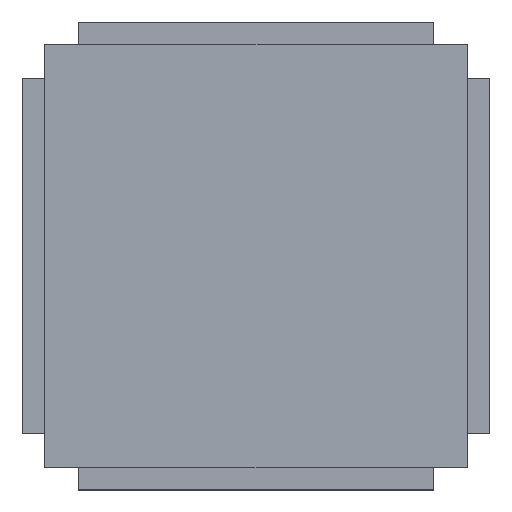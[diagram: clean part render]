
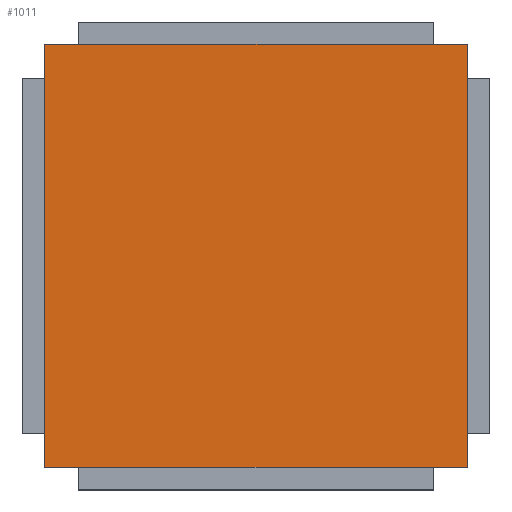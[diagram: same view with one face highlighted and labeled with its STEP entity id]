
A CAD part, top view. The second image highlights one B-rep face of the part: STEP entity #1011.
In plain terms, the highlighted planar face has unit normal (0, 0, 1).
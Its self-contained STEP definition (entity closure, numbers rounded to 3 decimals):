
#881=CARTESIAN_POINT('',(21.05,21.05,12.));
#882=VERTEX_POINT('',#881);
#883=CARTESIAN_POINT('',(21.05,-21.05,12.));
#884=VERTEX_POINT('',#883);
#885=CARTESIAN_POINT('',(21.05,21.05,12.));
#886=DIRECTION('',(0.0,-1.0,0.0));
#887=VECTOR('',#886,42.1);
#888=LINE('',#885,#887);
#889=EDGE_CURVE('',#882,#884,#888,.T.);
#921=CARTESIAN_POINT('',(-21.05,-21.05,12.));
#922=VERTEX_POINT('',#921);
#923=CARTESIAN_POINT('',(21.05,-21.05,12.));
#924=DIRECTION('',(-1.0,0.0,0.0));
#925=VECTOR('',#924,42.1);
#926=LINE('',#923,#925);
#927=EDGE_CURVE('',#884,#922,#926,.T.);
#952=CARTESIAN_POINT('',(-21.05,21.05,12.));
#953=VERTEX_POINT('',#952);
#954=CARTESIAN_POINT('',(-21.05,-21.05,12.));
#955=DIRECTION('',(0.0,1.0,0.0));
#956=VECTOR('',#955,42.1);
#957=LINE('',#954,#956);
#958=EDGE_CURVE('',#922,#953,#957,.T.);
#983=CARTESIAN_POINT('',(-21.05,21.05,12.));
#984=DIRECTION('',(1.0,0.0,0.0));
#985=VECTOR('',#984,42.1);
#986=LINE('',#983,#985);
#987=EDGE_CURVE('',#953,#882,#986,.T.);
#1000=CARTESIAN_POINT('',(0.,0.,12.));
#1001=DIRECTION('',(0.0,0.0,1.0));
#1002=DIRECTION('',(1.0,0.0,0.0));
#1003=AXIS2_PLACEMENT_3D('',#1000,#1001,#1002);
#1004=PLANE('',#1003);
#1005=ORIENTED_EDGE('',*,*,#889,.F.);
#1006=ORIENTED_EDGE('',*,*,#987,.F.);
#1007=ORIENTED_EDGE('',*,*,#958,.F.);
#1008=ORIENTED_EDGE('',*,*,#927,.F.);
#1009=EDGE_LOOP('',(#1005,#1006,#1007,#1008));
#1010=FACE_OUTER_BOUND('',#1009,.T.);
#1011=ADVANCED_FACE('',(#1010),#1004,.T.);
